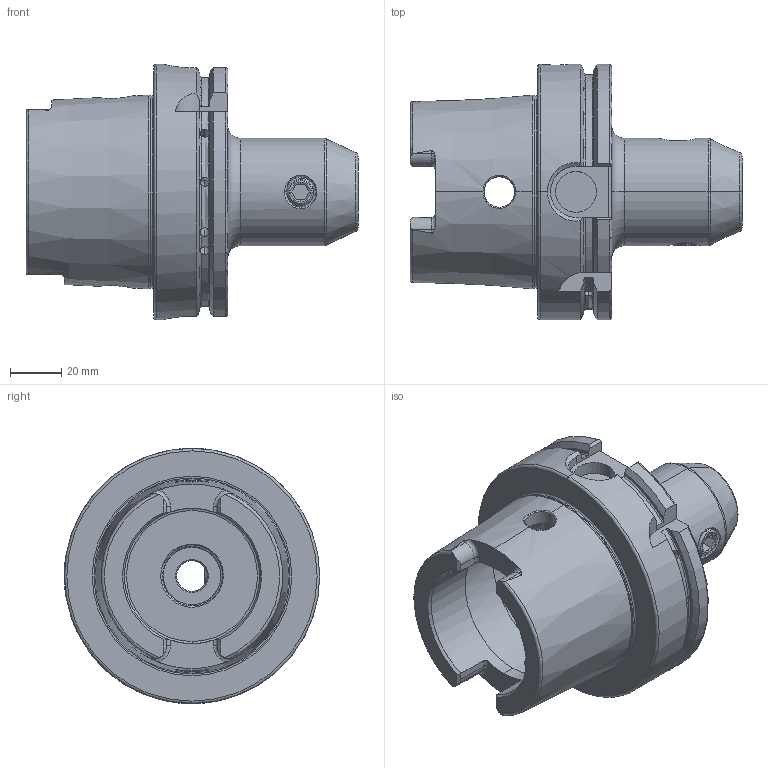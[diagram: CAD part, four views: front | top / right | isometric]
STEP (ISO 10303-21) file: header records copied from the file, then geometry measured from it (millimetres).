
FILE_DESCRIPTION (( 'STEP AP203' ), '1' );
FILE_NAME ('A100.04.12.STEP', '2016-09-05T08:22:41', ( '' ), ( '' ), 'SwSTEP 2.0', 'SolidWorks 2012', '' );
FILE_SCHEMA (( 'CONFIG_CONTROL_DESIGN' ));
Length unit declared in the file: millimetre
Products named in the file (3): A100.04.12; 側固12_M12x1.75_16L
Assembly tree (2 placements, depth 2):
  A100.04.12
    A100.04.12
    側固12_M12x1.75_16L
Bounding box: 130 x 100 x 100 mm (x, y, z)
Volume: 312107.5 mm3; surface area: 60935 mm2
Topology: 2 solids, 2 shells, 282 faces, 766 edges, 487 vertices
Faces by surface type: cylinder 111, plane 57, cone 44, torus 37, bspline 31, sphere 2
Entity records: 32293 total; most frequent: CARTESIAN_POINT 25636, ORIENTED_EDGE 1508, DIRECTION 1123, EDGE_CURVE 754, VERTEX_POINT 487, AXIS2_PLACEMENT_3D 453, EDGE_LOOP 301, FACE_OUTER_BOUND 282
